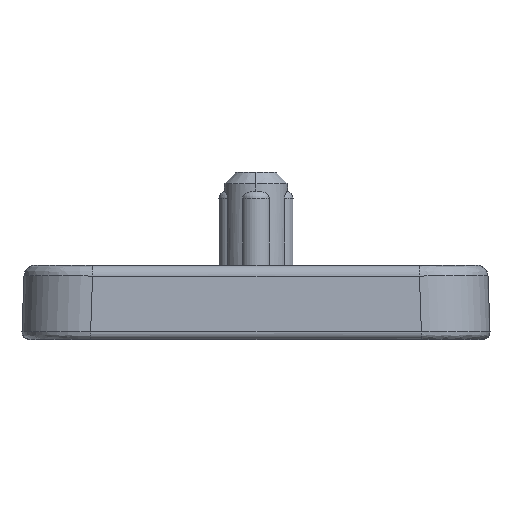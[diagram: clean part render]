
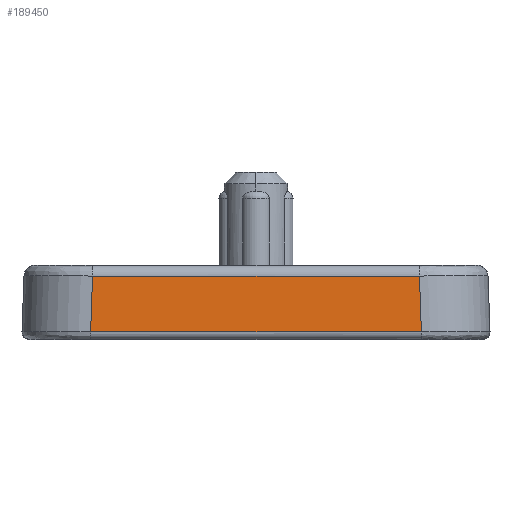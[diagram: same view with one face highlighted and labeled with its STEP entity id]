
A CAD part, left-side view. The second image highlights one B-rep face of the part: STEP entity #189450.
In plain terms, the highlighted planar face has unit normal (-0.999, 0, 0.035).
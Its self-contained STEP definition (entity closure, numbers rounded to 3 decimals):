
#4970=CARTESIAN_POINT('',(1.248,3.097,
-4.59));
#4980=VERTEX_POINT('',#4970);
#5010=CARTESIAN_POINT('',(1.248,7.5,-4.59));
#5020=DIRECTION('',(0.,1.,0.));
#5030=VECTOR('',#5020,1.);
#5040=LINE('',#5010,#5030);
#5050=CARTESIAN_POINT('',(1.248,11.903,
-4.59));
#5060=VERTEX_POINT('',#5050);
#5070=EDGE_CURVE('',#4980,#5060,#5040,.T.);
#184230=CARTESIAN_POINT('',(1.196,11.956,
-6.093));
#184240=VERTEX_POINT('',#184230);
#184270=CARTESIAN_POINT('',(1.196,7.5,-6.093));
#184280=DIRECTION('',(0.,1.,0.));
#184290=VECTOR('',#184280,1.);
#184300=LINE('',#184270,#184290);
#184310=CARTESIAN_POINT('',(1.196,3.044,
-6.093));
#184320=VERTEX_POINT('',#184310);
#184330=EDGE_CURVE('',#184320,#184240,#184300,.T.);
#189240=CARTESIAN_POINT('',(1.188,7.5,-6.3));
#189250=DIRECTION('',(-0.999,0.,0.035));
#189260=DIRECTION('',(0.,-1.,0.));
#189270=AXIS2_PLACEMENT_3D('',#189240,#189250,#189260);
#189280=PLANE('',#189270);
#189290=ORIENTED_EDGE('',*,*,#184330,.F.);
#189300=CARTESIAN_POINT('',(1.26,11.891,
-4.235));
#189310=DIRECTION('',(-0.035,0.035,
-0.999));
#189320=VECTOR('',#189310,1.);
#189330=LINE('',#189300,#189320);
#189340=EDGE_CURVE('',#5060,#184240,#189330,.T.);
#189350=ORIENTED_EDGE('',*,*,#189340,.T.);
#189360=ORIENTED_EDGE('',*,*,#5070,.T.);
#189370=CARTESIAN_POINT('',(1.26,3.109,
-4.235));
#189380=DIRECTION('',(-0.035,-0.035,
-0.999));
#189390=VECTOR('',#189380,1.);
#189400=LINE('',#189370,#189390);
#189410=EDGE_CURVE('',#4980,#184320,#189400,.T.);
#189420=ORIENTED_EDGE('',*,*,#189410,.F.);
#189430=EDGE_LOOP('',(#189420,#189360,#189350,#189290));
#189440=FACE_OUTER_BOUND('',#189430,.T.);
#189450=ADVANCED_FACE('',(#189440),#189280,.T.);
